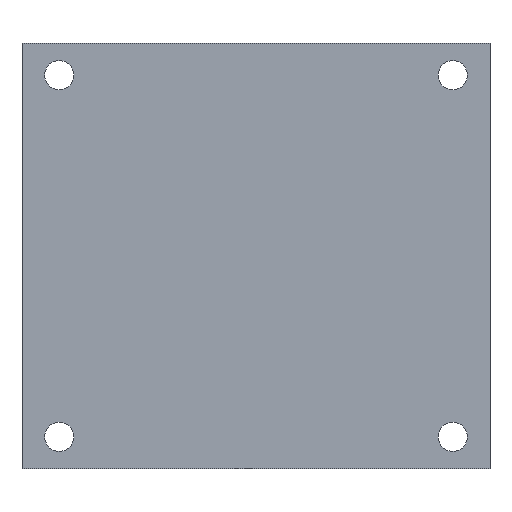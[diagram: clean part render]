
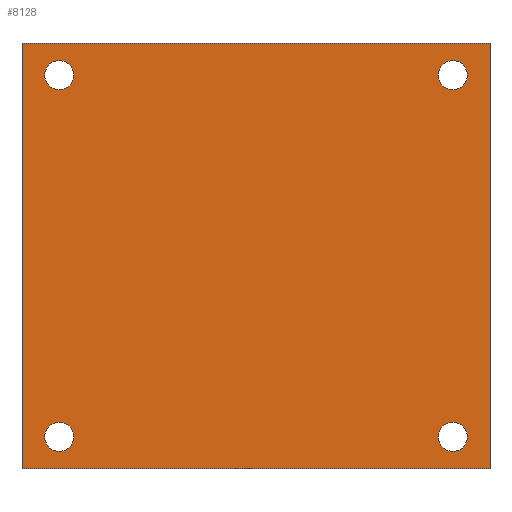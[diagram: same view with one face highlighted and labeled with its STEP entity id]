
A CAD part, front view. The second image highlights one B-rep face of the part: STEP entity #8128.
In plain terms, the highlighted planar face has unit normal (0, -1, 0).
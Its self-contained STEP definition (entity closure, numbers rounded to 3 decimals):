
#85 = CARTESIAN_POINT ( 'NONE',  ( -44., -20., -40. ) ) ;
#146 = CARTESIAN_POINT ( 'NONE',  ( 37., -20., 34. ) ) ;
#198 = CARTESIAN_POINT ( 'NONE',  ( -37., -20., -36.75 ) ) ;
#264 = VERTEX_POINT ( 'NONE', #4675 ) ;
#316 = FACE_BOUND ( 'NONE', #8712, .T. ) ;
#348 = ORIENTED_EDGE ( 'NONE', *, *, #10490, .T. ) ;
#652 = CARTESIAN_POINT ( 'NONE',  ( -37., -20., -34. ) ) ;
#711 = LINE ( 'NONE', #10172, #1458 ) ;
#725 = ORIENTED_EDGE ( 'NONE', *, *, #2943, .T. ) ;
#774 = EDGE_CURVE ( 'NONE', #1939, #264, #9846, .T. ) ;
#805 = CARTESIAN_POINT ( 'NONE',  ( 37., -20., 31.25 ) ) ;
#946 = DIRECTION ( 'NONE',  ( 0., 0., 1. ) ) ;
#982 = VERTEX_POINT ( 'NONE', #805 ) ;
#1134 = VERTEX_POINT ( 'NONE', #2405 ) ;
#1203 = VERTEX_POINT ( 'NONE', #85 ) ;
#1221 = VERTEX_POINT ( 'NONE', #4077 ) ;
#1233 = AXIS2_PLACEMENT_3D ( 'NONE', #3358, #9065, #4182 ) ;
#1330 = DIRECTION ( 'NONE',  ( 0., 1., 0. ) ) ;
#1432 = VERTEX_POINT ( 'NONE', #1957 ) ;
#1445 = DIRECTION ( 'NONE',  ( 0., 0., 1. ) ) ;
#1458 = VECTOR ( 'NONE', #4502, 1000. ) ;
#1531 = VECTOR ( 'NONE', #5859, 1000. ) ;
#1595 = CARTESIAN_POINT ( 'NONE',  ( -37., -20., -31.25 ) ) ;
#1635 = CARTESIAN_POINT ( 'NONE',  ( -37., -20., 34. ) ) ;
#1659 = EDGE_CURVE ( 'NONE', #264, #1939, #8187, .T. ) ;
#1705 = CIRCLE ( 'NONE', #4272, 2.75 ) ;
#1880 = EDGE_LOOP ( 'NONE', ( #9626, #8482 ) ) ;
#1884 = EDGE_CURVE ( 'NONE', #3227, #2164, #3224, .T. ) ;
#1939 = VERTEX_POINT ( 'NONE', #7440 ) ;
#1952 = AXIS2_PLACEMENT_3D ( 'NONE', #146, #5790, #946 ) ;
#1957 = CARTESIAN_POINT ( 'NONE',  ( -44., -20., 40. ) ) ;
#2054 = CARTESIAN_POINT ( 'NONE',  ( 44., -20., 40. ) ) ;
#2164 = VERTEX_POINT ( 'NONE', #10280 ) ;
#2283 = AXIS2_PLACEMENT_3D ( 'NONE', #1635, #8882, #6395 ) ;
#2286 = VECTOR ( 'NONE', #2420, 1000. ) ;
#2405 = CARTESIAN_POINT ( 'NONE',  ( 37., -20., -31.25 ) ) ;
#2420 = DIRECTION ( 'NONE',  ( 0., 0., -1. ) ) ;
#2498 = DIRECTION ( 'NONE',  ( 0., 1., 0. ) ) ;
#2615 = CARTESIAN_POINT ( 'NONE',  ( -37., -20., 34. ) ) ;
#2869 = EDGE_CURVE ( 'NONE', #1221, #1134, #7034, .T. ) ;
#2943 = EDGE_CURVE ( 'NONE', #982, #5986, #10314, .T. ) ;
#3224 = LINE ( 'NONE', #3387, #7550 ) ;
#3227 = VERTEX_POINT ( 'NONE', #2054 ) ;
#3258 = AXIS2_PLACEMENT_3D ( 'NONE', #9267, #10079, #5220 ) ;
#3358 = CARTESIAN_POINT ( 'NONE',  ( 37., -20., -34. ) ) ;
#3387 = CARTESIAN_POINT ( 'NONE',  ( 44., -20., 40. ) ) ;
#3997 = EDGE_CURVE ( 'NONE', #3227, #1432, #10151, .T. ) ;
#4045 = DIRECTION ( 'NONE',  ( 0., 1., 0. ) ) ;
#4077 = CARTESIAN_POINT ( 'NONE',  ( 37., -20., -36.75 ) ) ;
#4104 = ORIENTED_EDGE ( 'NONE', *, *, #2869, .T. ) ;
#4166 = LINE ( 'NONE', #7278, #2286 ) ;
#4182 = DIRECTION ( 'NONE',  ( 0., 0., 1. ) ) ;
#4272 = AXIS2_PLACEMENT_3D ( 'NONE', #7356, #2498, #8167 ) ;
#4326 = EDGE_CURVE ( 'NONE', #1432, #1203, #4166, .T. ) ;
#4390 = ORIENTED_EDGE ( 'NONE', *, *, #3997, .T. ) ;
#4502 = DIRECTION ( 'NONE',  ( -1., 0., 0. ) ) ;
#4577 = CIRCLE ( 'NONE', #1233, 2.75 ) ;
#4594 = CIRCLE ( 'NONE', #6197, 2.75 ) ;
#4623 = EDGE_LOOP ( 'NONE', ( #8551, #6113 ) ) ;
#4675 = CARTESIAN_POINT ( 'NONE',  ( -37., -20., 31.25 ) ) ;
#4855 = FACE_BOUND ( 'NONE', #6698, .T. ) ;
#5099 = AXIS2_PLACEMENT_3D ( 'NONE', #652, #6311, #1445 ) ;
#5174 = CARTESIAN_POINT ( 'NONE',  ( 37., -20., 36.75 ) ) ;
#5220 = DIRECTION ( 'NONE',  ( 0., 0., 1. ) ) ;
#5790 = DIRECTION ( 'NONE',  ( 0., 1., 0. ) ) ;
#5859 = DIRECTION ( 'NONE',  ( -1., 0., 0. ) ) ;
#5986 = VERTEX_POINT ( 'NONE', #5174 ) ;
#6113 = ORIENTED_EDGE ( 'NONE', *, *, #7841, .T. ) ;
#6146 = CIRCLE ( 'NONE', #5099, 2.75 ) ;
#6191 = VERTEX_POINT ( 'NONE', #1595 ) ;
#6197 = AXIS2_PLACEMENT_3D ( 'NONE', #6198, #1330, #7003 ) ;
#6198 = CARTESIAN_POINT ( 'NONE',  ( -37., -20., -34. ) ) ;
#6311 = DIRECTION ( 'NONE',  ( 0., 1., 0. ) ) ;
#6330 = VERTEX_POINT ( 'NONE', #198 ) ;
#6395 = DIRECTION ( 'NONE',  ( 0., 0., 1. ) ) ;
#6526 = FACE_OUTER_BOUND ( 'NONE', #7919, .T. ) ;
#6528 = AXIS2_PLACEMENT_3D ( 'NONE', #8918, #4045, #9727 ) ;
#6698 = EDGE_LOOP ( 'NONE', ( #9598, #725 ) ) ;
#6772 = FACE_BOUND ( 'NONE', #1880, .T. ) ;
#6886 = EDGE_CURVE ( 'NONE', #5986, #982, #1705, .T. ) ;
#7003 = DIRECTION ( 'NONE',  ( 0., 0., 1. ) ) ;
#7034 = CIRCLE ( 'NONE', #6528, 2.75 ) ;
#7278 = CARTESIAN_POINT ( 'NONE',  ( -44., -20., 40. ) ) ;
#7289 = DIRECTION ( 'NONE',  ( 0., 0., -1. ) ) ;
#7356 = CARTESIAN_POINT ( 'NONE',  ( 37., -20., 34. ) ) ;
#7440 = CARTESIAN_POINT ( 'NONE',  ( -37., -20., 36.75 ) ) ;
#7469 = EDGE_CURVE ( 'NONE', #2164, #1203, #711, .T. ) ;
#7490 = CARTESIAN_POINT ( 'NONE',  ( 44., -20., 40. ) ) ;
#7550 = VECTOR ( 'NONE', #7289, 1000. ) ;
#7841 = EDGE_CURVE ( 'NONE', #6330, #6191, #6146, .T. ) ;
#7856 = AXIS2_PLACEMENT_3D ( 'NONE', #2615, #9897, #9108 ) ;
#7919 = EDGE_LOOP ( 'NONE', ( #9946, #10102, #8770, #4390 ) ) ;
#8128 = ADVANCED_FACE ( 'NONE', ( #6772, #4855, #316, #8667, #6526 ), #8455, .F. ) ;
#8167 = DIRECTION ( 'NONE',  ( 0., 0., 1. ) ) ;
#8187 = CIRCLE ( 'NONE', #2283, 2.75 ) ;
#8455 = PLANE ( 'NONE',  #3258 ) ;
#8482 = ORIENTED_EDGE ( 'NONE', *, *, #1659, .T. ) ;
#8551 = ORIENTED_EDGE ( 'NONE', *, *, #9831, .T. ) ;
#8667 = FACE_BOUND ( 'NONE', #4623, .T. ) ;
#8712 = EDGE_LOOP ( 'NONE', ( #348, #4104 ) ) ;
#8770 = ORIENTED_EDGE ( 'NONE', *, *, #1884, .F. ) ;
#8882 = DIRECTION ( 'NONE',  ( 0., 1., 0. ) ) ;
#8918 = CARTESIAN_POINT ( 'NONE',  ( 37., -20., -34. ) ) ;
#9065 = DIRECTION ( 'NONE',  ( 0., 1., 0. ) ) ;
#9108 = DIRECTION ( 'NONE',  ( 0., 0., 1. ) ) ;
#9267 = CARTESIAN_POINT ( 'NONE',  ( 44., -20., 40. ) ) ;
#9598 = ORIENTED_EDGE ( 'NONE', *, *, #6886, .T. ) ;
#9626 = ORIENTED_EDGE ( 'NONE', *, *, #774, .T. ) ;
#9727 = DIRECTION ( 'NONE',  ( 0., 0., 1. ) ) ;
#9831 = EDGE_CURVE ( 'NONE', #6191, #6330, #4594, .T. ) ;
#9846 = CIRCLE ( 'NONE', #7856, 2.75 ) ;
#9897 = DIRECTION ( 'NONE',  ( 0., 1., 0. ) ) ;
#9946 = ORIENTED_EDGE ( 'NONE', *, *, #4326, .T. ) ;
#10079 = DIRECTION ( 'NONE',  ( 0., 1., 0. ) ) ;
#10102 = ORIENTED_EDGE ( 'NONE', *, *, #7469, .F. ) ;
#10151 = LINE ( 'NONE', #7490, #1531 ) ;
#10172 = CARTESIAN_POINT ( 'NONE',  ( 44., -20., -40. ) ) ;
#10280 = CARTESIAN_POINT ( 'NONE',  ( 44., -20., -40. ) ) ;
#10314 = CIRCLE ( 'NONE', #1952, 2.75 ) ;
#10490 = EDGE_CURVE ( 'NONE', #1134, #1221, #4577, .T. ) ;
